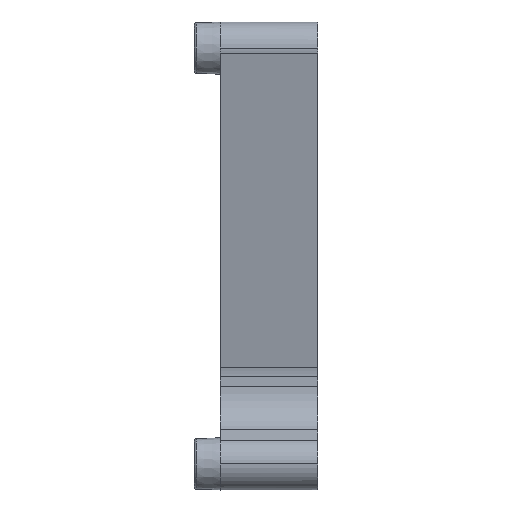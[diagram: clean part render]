
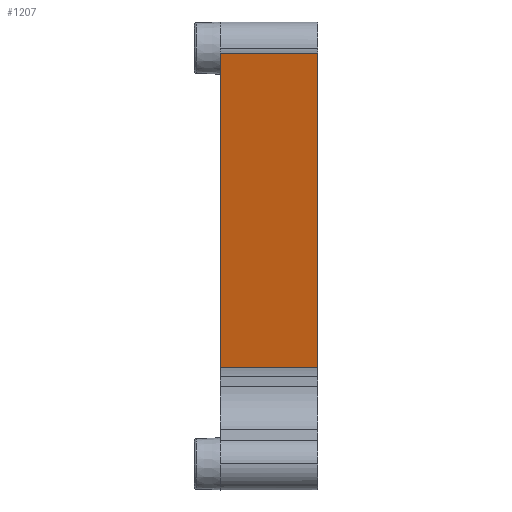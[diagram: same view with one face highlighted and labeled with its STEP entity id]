
A CAD part, left-side view. The second image highlights one B-rep face of the part: STEP entity #1207.
In plain terms, the highlighted planar face has unit normal (-0.982, 0, -0.192).
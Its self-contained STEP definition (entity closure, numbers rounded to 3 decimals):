
#32 = EDGE_CURVE ( 'NONE', #3033, #2327, #78, .T. ) ;
#71 = VERTEX_POINT ( 'NONE', #2533 ) ;
#78 = LINE ( 'NONE', #1275, #1159 ) ;
#80 = PLANE ( 'NONE',  #430 ) ;
#198 = CARTESIAN_POINT ( 'NONE',  ( -50.226, -27., 18.98 ) ) ;
#200 = EDGE_LOOP ( 'NONE', ( #1027, #628, #1939, #1570 ) ) ;
#246 = VERTEX_POINT ( 'NONE', #1934 ) ;
#371 = DIRECTION ( 'NONE',  ( -0.191, 0., 0.981 ) ) ;
#372 = VECTOR ( 'NONE', #2532, 1000. ) ;
#373 = CARTESIAN_POINT ( 'NONE',  ( -37.5, -27., -46.25 ) ) ;
#430 = AXIS2_PLACEMENT_3D ( 'NONE', #788, #2555, #1588 ) ;
#449 = LINE ( 'NONE', #373, #1211 ) ;
#628 = ORIENTED_EDGE ( 'NONE', *, *, #3193, .T. ) ;
#788 = CARTESIAN_POINT ( 'NONE',  ( -37.5, -211.323, -46.25 ) ) ;
#1023 = CARTESIAN_POINT ( 'NONE',  ( -37.685, -45.2, -45.301 ) ) ;
#1027 = ORIENTED_EDGE ( 'NONE', *, *, #1268, .F. ) ;
#1051 = LINE ( 'NONE', #3127, #2309 ) ;
#1159 = VECTOR ( 'NONE', #1555, 1000. ) ;
#1207 = ADVANCED_FACE ( 'NONE', ( #3121 ), #80, .T. ) ;
#1211 = VECTOR ( 'NONE', #1894, 1000. ) ;
#1268 = EDGE_CURVE ( 'NONE', #71, #2327, #449, .T. ) ;
#1275 = CARTESIAN_POINT ( 'NONE',  ( -50.226, -211.323, 18.98 ) ) ;
#1555 = DIRECTION ( 'NONE',  ( 0., 1., 0. ) ) ;
#1570 = ORIENTED_EDGE ( 'NONE', *, *, #32, .T. ) ;
#1588 = DIRECTION ( 'NONE',  ( -0.191, 0., 0.981 ) ) ;
#1894 = DIRECTION ( 'NONE',  ( -0.191, 0., 0.981 ) ) ;
#1934 = CARTESIAN_POINT ( 'NONE',  ( -37.685, -47., -45.301 ) ) ;
#1939 = ORIENTED_EDGE ( 'NONE', *, *, #2788, .T. ) ;
#2216 = CARTESIAN_POINT ( 'NONE',  ( -50.226, -47., 18.98 ) ) ;
#2309 = VECTOR ( 'NONE', #371, 1000. ) ;
#2327 = VERTEX_POINT ( 'NONE', #198 ) ;
#2483 = LINE ( 'NONE', #1023, #372 ) ;
#2532 = DIRECTION ( 'NONE',  ( 0., -1., 0. ) ) ;
#2533 = CARTESIAN_POINT ( 'NONE',  ( -37.685, -27., -45.301 ) ) ;
#2555 = DIRECTION ( 'NONE',  ( -0.981, 0., -0.191 ) ) ;
#2788 = EDGE_CURVE ( 'NONE', #246, #3033, #1051, .T. ) ;
#3033 = VERTEX_POINT ( 'NONE', #2216 ) ;
#3121 = FACE_OUTER_BOUND ( 'NONE', #200, .T. ) ;
#3127 = CARTESIAN_POINT ( 'NONE',  ( -50.226, -47., 18.98 ) ) ;
#3193 = EDGE_CURVE ( 'NONE', #71, #246, #2483, .T. ) ;
